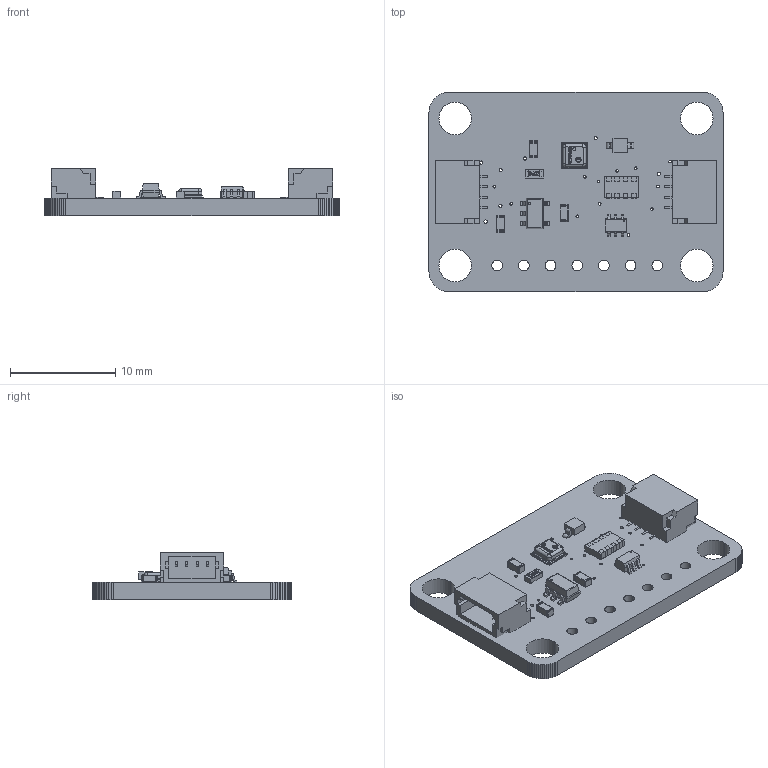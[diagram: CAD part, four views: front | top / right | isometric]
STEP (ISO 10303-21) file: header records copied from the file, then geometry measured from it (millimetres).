
FILE_DESCRIPTION(('PCB Model'),'2;1');
FILE_NAME('ES-12121-7Semi BME280 Temperature Humidity Pressure Sensor Breakout I2C_SPI.STEP','2024-01-03T19:37:28',('pritesh') ,('Unspecified'),'Open CASCADE STEP processor 6.8','Proteus','Unknown' );
FILE_SCHEMA(('CONFIG_CONTROL_DESIGN','SHAPE_APPEARANCE_LAYER_MIM'));
Length unit declared in the file: millimetre
Products named in the file (67): Open CASCADE STEP translator 6.8 3; Layer_1; U3; Open CASCADE STEP translator 6.8 3.2.1; Body_1; J2; Open CASCADE STEP translator 6.8 3.3.1; J3; Open CASCADE STEP translator 6.8 3.4.1; R1; Open CASCADE STEP translator 6.8 3.5.1; =>[0:1:1:3]; =>[0:1:1:4]; =>[0:1:1:5]; =>[0:1:1:6]; D1; Open CASCADE STEP translator 6.8 3.6.1; Pin_1; Pin_2; U1; Open CASCADE STEP translator 6.8 3.7.1; =>[0:1:1:2]; SOLID; C1; Open CASCADE STEP translator 6.8 3.8.1; Part_3; Part_2; Part_1; C3; Open CASCADE STEP translator 6.8 3.9.1; RN1; Open CASCADE STEP translator 6.8 3.10.1; Pin_3; Pin_4; Pin_5; Pin_6; Pin_7; Pin_8; Q1; Open CASCADE STEP translator 6.8 3.11.1 ...
Assembly tree (73 placements, depth 6):
  Open CASCADE STEP translator 6.8 3
    Layer_1
    U3
      Open CASCADE STEP translator 6.8 3.2.1
        Body_1
    J2
      Open CASCADE STEP translator 6.8 3.3.1
        Body_1
    J3
      Open CASCADE STEP translator 6.8 3.4.1
        Body_1
    R1
      Open CASCADE STEP translator 6.8 3.5.1
        Body_1
          =>[0:1:1:3]
          =>[0:1:1:4]
          =>[0:1:1:5]
          =>[0:1:1:6]
    D1
      Open CASCADE STEP translator 6.8 3.6.1
        Body_1
        Pin_1
        Pin_2
    U1
      Open CASCADE STEP translator 6.8 3.7.1
        Body_1
          =>[0:1:1:2]
          =>[0:1:1:3]
            SOLID
            SOLID
            SOLID
          =>[0:1:1:4]
            SOLID
            SOLID
    C1
      Open CASCADE STEP translator 6.8 3.8.1
        Body_1
          Part_3
          Part_2
          Part_1
    C3
      Open CASCADE STEP translator 6.8 3.9.1
        Body_1
          Part_3
          Part_2
          Part_1
    RN1
      Open CASCADE STEP translator 6.8 3.10.1
        Body_1
        Pin_1
        Pin_2
        Pin_3
        Pin_4
        Pin_5
        Pin_6
        Pin_7
        Pin_8
    Q1
      Open CASCADE STEP translator 6.8 3.11.1
        Body_1
Bounding box: 28 x 19 x 4.5 mm (x, y, z)
Volume: 918.5 mm3; surface area: 1732.5 mm2
Topology: 43 solids, 43 shells, 1086 faces, 2764 edges, 1788 vertices
Faces by surface type: plane 747, cylinder 207, bspline 100, sphere 24, torus 4, revolution 4
Entity records: 37681 total; most frequent: CARTESIAN_POINT 9766, ORIENTED_EDGE 4608, DIRECTION 4175, EDGE_CURVE 2304, LINE 1737, VECTOR 1737, VERTEX_POINT 1514, AXIS2_PLACEMENT_3D 1217
